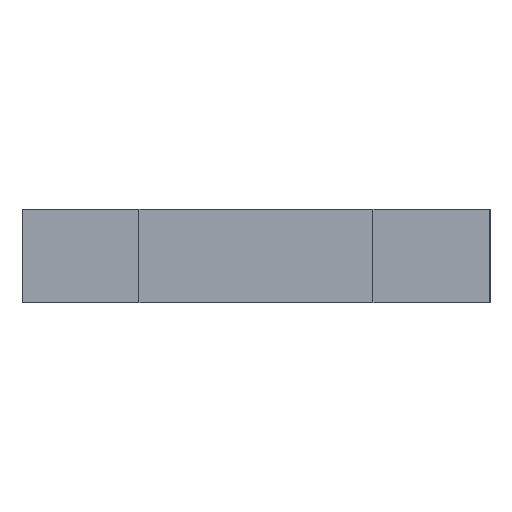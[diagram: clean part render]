
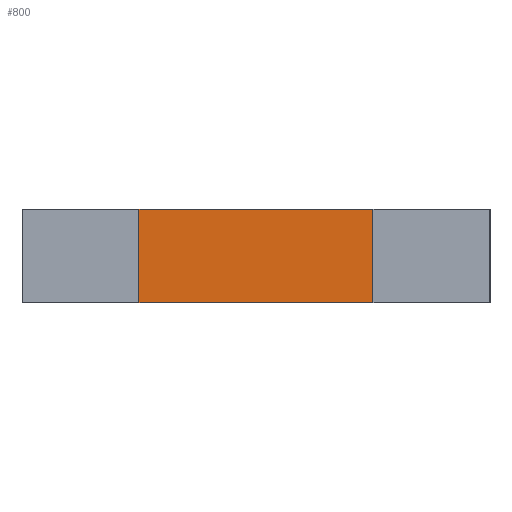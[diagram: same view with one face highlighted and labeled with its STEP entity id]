
A CAD part, front view. The second image highlights one B-rep face of the part: STEP entity #800.
In plain terms, the highlighted planar face has unit normal (0, -1, 0).
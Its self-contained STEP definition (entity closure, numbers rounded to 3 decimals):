
#20 = LINE ( 'NONE', #479, #877 ) ;
#38 = VECTOR ( 'NONE', #248, 1000. ) ;
#50 = LINE ( 'NONE', #254, #38 ) ;
#67 = AXIS2_PLACEMENT_3D ( 'NONE', #355, #826, #767 ) ;
#85 = VECTOR ( 'NONE', #145, 1000. ) ;
#113 = EDGE_CURVE ( 'NONE', #197, #336, #361, .T. ) ;
#132 = EDGE_CURVE ( 'NONE', #206, #725, #371, .T. ) ;
#145 = DIRECTION ( 'NONE',  ( 1., 0., 0. ) ) ;
#197 = VERTEX_POINT ( 'NONE', #699 ) ;
#206 = VERTEX_POINT ( 'NONE', #638 ) ;
#222 = DIRECTION ( 'NONE',  ( 1., 0., 0. ) ) ;
#248 = DIRECTION ( 'NONE',  ( 0., 0., -1. ) ) ;
#254 = CARTESIAN_POINT ( 'NONE',  ( 5., -4., 4. ) ) ;
#270 = ORIENTED_EDGE ( 'NONE', *, *, #132, .T. ) ;
#300 = FACE_OUTER_BOUND ( 'NONE', #478, .T. ) ;
#317 = ORIENTED_EDGE ( 'NONE', *, *, #827, .T. ) ;
#336 = VERTEX_POINT ( 'NONE', #761 ) ;
#355 = CARTESIAN_POINT ( 'NONE',  ( 5., -4., 4. ) ) ;
#361 = LINE ( 'NONE', #628, #542 ) ;
#371 = LINE ( 'NONE', #756, #85 ) ;
#478 = EDGE_LOOP ( 'NONE', ( #270, #581, #852, #317 ) ) ;
#479 = CARTESIAN_POINT ( 'NONE',  ( 15., -4., 4. ) ) ;
#542 = VECTOR ( 'NONE', #222, 1000. ) ;
#581 = ORIENTED_EDGE ( 'NONE', *, *, #672, .F. ) ;
#628 = CARTESIAN_POINT ( 'NONE',  ( 5., -4., 4. ) ) ;
#633 = PLANE ( 'NONE',  #67 ) ;
#638 = CARTESIAN_POINT ( 'NONE',  ( 5., -4., 0. ) ) ;
#672 = EDGE_CURVE ( 'NONE', #336, #725, #20, .T. ) ;
#699 = CARTESIAN_POINT ( 'NONE',  ( 5., -4., 4. ) ) ;
#725 = VERTEX_POINT ( 'NONE', #769 ) ;
#747 = DIRECTION ( 'NONE',  ( 0., 0., -1. ) ) ;
#756 = CARTESIAN_POINT ( 'NONE',  ( 5., -4., 0. ) ) ;
#761 = CARTESIAN_POINT ( 'NONE',  ( 15., -4., 4. ) ) ;
#767 = DIRECTION ( 'NONE',  ( 0., 0., 1. ) ) ;
#769 = CARTESIAN_POINT ( 'NONE',  ( 15., -4., 0. ) ) ;
#800 = ADVANCED_FACE ( 'NONE', ( #300 ), #633, .F. ) ;
#826 = DIRECTION ( 'NONE',  ( 0., 1., 0. ) ) ;
#827 = EDGE_CURVE ( 'NONE', #197, #206, #50, .T. ) ;
#852 = ORIENTED_EDGE ( 'NONE', *, *, #113, .F. ) ;
#877 = VECTOR ( 'NONE', #747, 1000. ) ;
